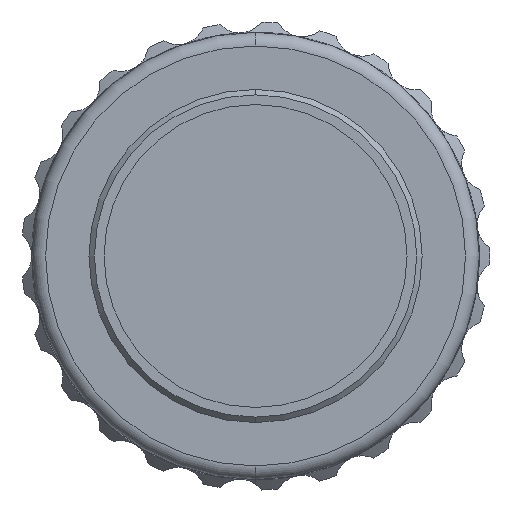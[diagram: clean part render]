
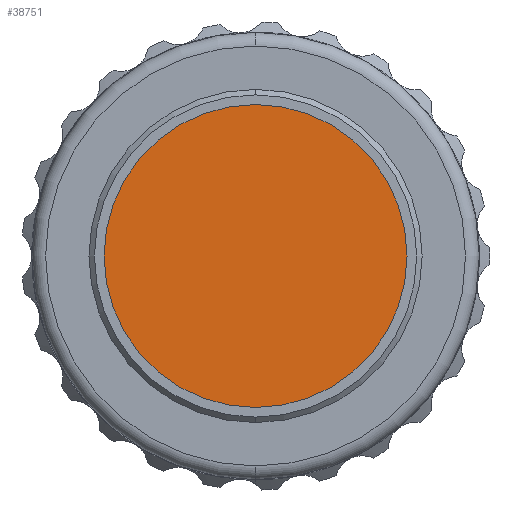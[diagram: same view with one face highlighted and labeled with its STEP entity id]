
A CAD part, left-side view. The second image highlights one B-rep face of the part: STEP entity #38751.
In plain terms, the highlighted planar face has unit normal (-1, 0, 0).
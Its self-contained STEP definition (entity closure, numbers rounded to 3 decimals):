
#7352 = CIRCLE ( 'NONE', #21071, 11. ) ;
#8954 = EDGE_LOOP ( 'NONE', ( #52001, #31011 ) ) ;
#11065 = CARTESIAN_POINT ( 'NONE',  ( 1., 0., 0. ) ) ;
#13872 = CARTESIAN_POINT ( 'NONE',  ( 1., 0., 11. ) ) ;
#14897 = CARTESIAN_POINT ( 'NONE',  ( 1., 0., 0. ) ) ;
#21071 = AXIS2_PLACEMENT_3D ( 'NONE', #23123, #35970, #40531 ) ;
#22932 = VERTEX_POINT ( 'NONE', #13872 ) ;
#23123 = CARTESIAN_POINT ( 'NONE',  ( 1., 0., 0. ) ) ;
#26000 = DIRECTION ( 'NONE',  ( 0., 0., 1. ) ) ;
#31011 = ORIENTED_EDGE ( 'NONE', *, *, #45984, .T. ) ;
#32198 = DIRECTION ( 'NONE',  ( -1., 0., 0. ) ) ;
#33731 = CIRCLE ( 'NONE', #39266, 11. ) ;
#35653 = EDGE_CURVE ( 'NONE', #22932, #41316, #7352, .T. ) ;
#35970 = DIRECTION ( 'NONE',  ( -1., 0., 0. ) ) ;
#38751 = ADVANCED_FACE ( 'NONE', ( #53902 ), #41334, .T. ) ;
#38842 = DIRECTION ( 'NONE',  ( -1., 0., 0. ) ) ;
#39266 = AXIS2_PLACEMENT_3D ( 'NONE', #14897, #38842, #26000 ) ;
#40531 = DIRECTION ( 'NONE',  ( 0., 0., 1. ) ) ;
#41316 = VERTEX_POINT ( 'NONE', #53094 ) ;
#41334 = PLANE ( 'NONE',  #43873 ) ;
#43873 = AXIS2_PLACEMENT_3D ( 'NONE', #11065, #32198, #54453 ) ;
#45984 = EDGE_CURVE ( 'NONE', #41316, #22932, #33731, .T. ) ;
#52001 = ORIENTED_EDGE ( 'NONE', *, *, #35653, .T. ) ;
#53094 = CARTESIAN_POINT ( 'NONE',  ( 1., 0., -11. ) ) ;
#53902 = FACE_OUTER_BOUND ( 'NONE', #8954, .T. ) ;
#54453 = DIRECTION ( 'NONE',  ( 0., 0., 1. ) ) ;
